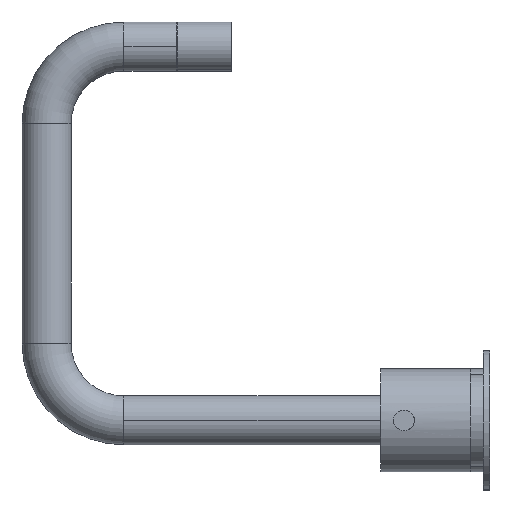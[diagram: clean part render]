
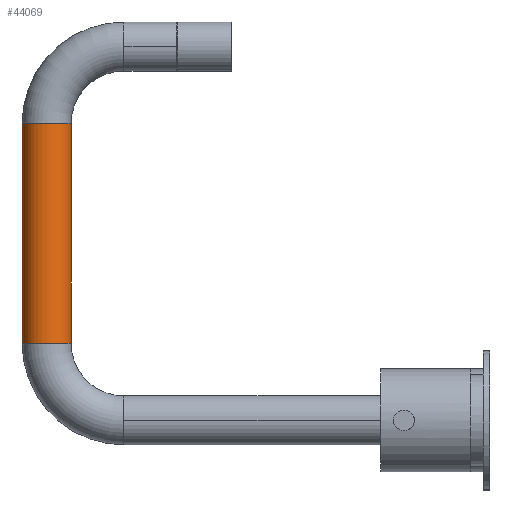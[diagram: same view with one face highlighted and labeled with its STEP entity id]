
A CAD part, left-side view. The second image highlights one B-rep face of the part: STEP entity #44069.
In plain terms, the highlighted cylindrical face has radius 9.5 mm (diameter 19 mm), a partial arc.
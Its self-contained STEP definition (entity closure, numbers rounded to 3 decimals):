
#6542 = FACE_OUTER_BOUND ( 'NONE', #11732, .T. ) ;
#6745 = DIRECTION ( 'NONE',  ( -0.002, 0., 1. ) ) ;
#6757 = CARTESIAN_POINT ( 'NONE',  ( -0.057, 227.161, 30. ) ) ;
#8173 = EDGE_CURVE ( 'NONE', #33719, #24566, #48388, .T. ) ;
#9447 = CIRCLE ( 'NONE', #10510, 9.5 ) ;
#10510 = AXIS2_PLACEMENT_3D ( 'NONE', #46895, #6745, #17975 ) ;
#11732 = EDGE_LOOP ( 'NONE', ( #19838, #16238, #13171, #32756 ) ) ;
#13171 = ORIENTED_EDGE ( 'NONE', *, *, #34016, .T. ) ;
#15774 = LINE ( 'NONE', #6757, #33036 ) ;
#16238 = ORIENTED_EDGE ( 'NONE', *, *, #8173, .T. ) ;
#16397 = DIRECTION ( 'NONE',  ( -0.002, 0., 1. ) ) ;
#16853 = CARTESIAN_POINT ( 'NONE',  ( -0.057, 208.161, 30. ) ) ;
#17975 = DIRECTION ( 'NONE',  ( 1., 0., 0.002 ) ) ;
#19643 = AXIS2_PLACEMENT_3D ( 'NONE', #57616, #37684, #32867 ) ;
#19838 = ORIENTED_EDGE ( 'NONE', *, *, #52881, .F. ) ;
#23811 = DIRECTION ( 'NONE',  ( -0.002, 0., 1. ) ) ;
#24516 = AXIS2_PLACEMENT_3D ( 'NONE', #35482, #50878, #30650 ) ;
#24566 = VERTEX_POINT ( 'NONE', #38119 ) ;
#30650 = DIRECTION ( 'NONE',  ( 0., -1., 0. ) ) ;
#31219 = CARTESIAN_POINT ( 'NONE',  ( -0.219, 227.161, 115. ) ) ;
#31291 = CYLINDRICAL_SURFACE ( 'NONE', #24516, 9.5 ) ;
#32756 = ORIENTED_EDGE ( 'NONE', *, *, #37237, .F. ) ;
#32867 = DIRECTION ( 'NONE',  ( 1., 0., 0.002 ) ) ;
#32868 = VERTEX_POINT ( 'NONE', #31219 ) ;
#33036 = VECTOR ( 'NONE', #16397, 1000. ) ;
#33719 = VERTEX_POINT ( 'NONE', #38951 ) ;
#34016 = EDGE_CURVE ( 'NONE', #24566, #49934, #56045, .T. ) ;
#35482 = CARTESIAN_POINT ( 'NONE',  ( -0.057, 217.661, 30. ) ) ;
#37237 = EDGE_CURVE ( 'NONE', #32868, #49934, #9447, .T. ) ;
#37684 = DIRECTION ( 'NONE',  ( -0.002, 0., 1. ) ) ;
#38119 = CARTESIAN_POINT ( 'NONE',  ( -0.057, 208.161, 30. ) ) ;
#38951 = CARTESIAN_POINT ( 'NONE',  ( -0.057, 227.161, 30. ) ) ;
#44069 = ADVANCED_FACE ( 'NONE', ( #6542 ), #31291, .T. ) ;
#46895 = CARTESIAN_POINT ( 'NONE',  ( -0.219, 217.661, 115. ) ) ;
#48388 = CIRCLE ( 'NONE', #19643, 9.5 ) ;
#49934 = VERTEX_POINT ( 'NONE', #62406 ) ;
#50878 = DIRECTION ( 'NONE',  ( -0.002, 0., 1. ) ) ;
#52881 = EDGE_CURVE ( 'NONE', #33719, #32868, #15774, .T. ) ;
#56045 = LINE ( 'NONE', #16853, #61608 ) ;
#57616 = CARTESIAN_POINT ( 'NONE',  ( -0.057, 217.661, 30. ) ) ;
#61608 = VECTOR ( 'NONE', #23811, 1000. ) ;
#62406 = CARTESIAN_POINT ( 'NONE',  ( -0.219, 208.161, 115. ) ) ;
